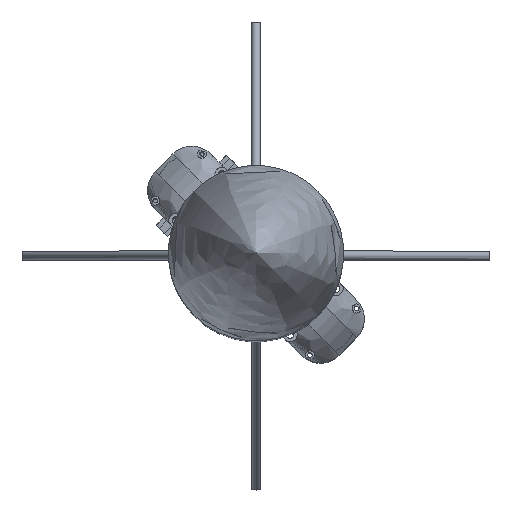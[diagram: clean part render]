
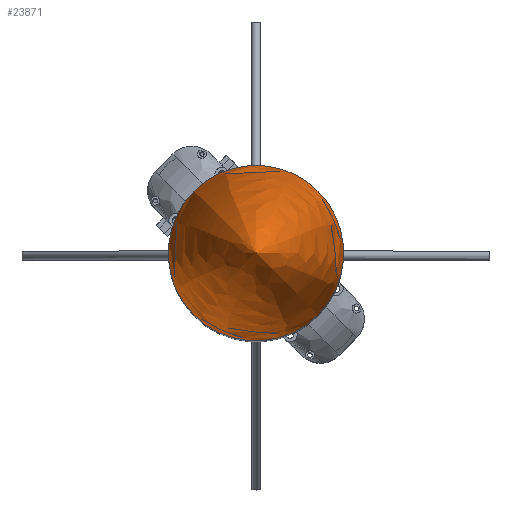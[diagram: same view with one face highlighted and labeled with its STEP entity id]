
A CAD part, top view. The second image highlights one B-rep face of the part: STEP entity #23871.
In plain terms, the highlighted free-form (B-spline) face has degree [3, 3] with [4, 19] control points.
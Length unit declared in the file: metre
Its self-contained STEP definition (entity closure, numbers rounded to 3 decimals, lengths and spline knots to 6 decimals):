
#10=VERTEX_LOOP('',#18316);
#801=B_SPLINE_SURFACE_WITH_KNOTS('',3,3,((#49204,#49205,#49206,#49207,#49208,
#49209,#49210,#49211,#49212,#49213,#49214,#49215,#49216,#49217,#49218,#49219,
#49220,#49221,#49222),(#49223,#49224,#49225,#49226,#49227,#49228,#49229,
#49230,#49231,#49232,#49233,#49234,#49235,#49236,#49237,#49238,#49239,#49240,
#49241),(#49242,#49243,#49244,#49245,#49246,#49247,#49248,#49249,#49250,
#49251,#49252,#49253,#49254,#49255,#49256,#49257,#49258,#49259,#49260),
(#49261,#49262,#49263,#49264,#49265,#49266,#49267,#49268,#49269,#49270,
#49271,#49272,#49273,#49274,#49275,#49276,#49277,#49278,#49279)),
 .UNSPECIFIED.,.F.,.T.,.F.,(4,4),(1,1,1,1,1,1,1,1,1,1,1,1,1,1,1,1,1,1,1,
1,1,1,1),(0.,1.),(-1.178097,-0.785398,-0.392699,
0.,0.392699,0.785398,1.178097,1.570796,
1.963495,2.356194,2.748894,3.141593,3.534292,
3.926991,4.31969,4.712389,5.105088,5.497787,
5.890486,6.283185,6.675884,7.068583,7.461283),
 .UNSPECIFIED.);
#12280=ORIENTED_EDGE('',*,*,#15718,.F.);
#15718=EDGE_CURVE('',#18315,#18315,#19061,.T.);
#18315=VERTEX_POINT('',#49203);
#18316=VERTEX_POINT('',#49280);
#19061=CIRCLE('',#26705,0.03305);
#20546=EDGE_LOOP('',(#12280));
#22033=FACE_BOUND('',#20546,.T.);
#22034=FACE_BOUND('',#10,.T.);
#23871=ADVANCED_FACE('',(#22033,#22034),#801,.F.);
#26705=AXIS2_PLACEMENT_3D('',#49202,#32541,#32542);
#32541=DIRECTION('',(0.,0.,-1.));
#32542=DIRECTION('',(-1.,0.,0.));
#49202=CARTESIAN_POINT('',(0.,0.,0.0175));
#49203=CARTESIAN_POINT('',(-0.03305,0.,0.0175));
#49204=CARTESIAN_POINT('',(0.,0.,0.1375));
#49205=CARTESIAN_POINT('',(0.,0.,0.1375));
#49206=CARTESIAN_POINT('',(0.,0.,0.1375));
#49207=CARTESIAN_POINT('',(0.,0.,0.1375));
#49208=CARTESIAN_POINT('',(0.,0.,0.1375));
#49209=CARTESIAN_POINT('',(0.,0.,0.1375));
#49210=CARTESIAN_POINT('',(0.,0.,0.1375));
#49211=CARTESIAN_POINT('',(0.,0.,0.1375));
#49212=CARTESIAN_POINT('',(0.,0.,0.1375));
#49213=CARTESIAN_POINT('',(0.,0.,0.1375));
#49214=CARTESIAN_POINT('',(0.,0.,0.1375));
#49215=CARTESIAN_POINT('',(0.,0.,0.1375));
#49216=CARTESIAN_POINT('',(0.,0.,0.1375));
#49217=CARTESIAN_POINT('',(0.,0.,0.1375));
#49218=CARTESIAN_POINT('',(0.,0.,0.1375));
#49219=CARTESIAN_POINT('',(0.,0.,0.1375));
#49220=CARTESIAN_POINT('',(0.,0.,0.1375));
#49221=CARTESIAN_POINT('',(0.,0.,0.1375));
#49222=CARTESIAN_POINT('',(0.,0.,0.1375));
#49223=CARTESIAN_POINT('',(0.017306,0.007168,0.113438));
#49224=CARTESIAN_POINT('',(0.018732,0.,0.113438));
#49225=CARTESIAN_POINT('',(0.017306,-0.007168,0.113438));
#49226=CARTESIAN_POINT('',(0.013245,-0.013245,0.113438));
#49227=CARTESIAN_POINT('',(0.007168,-0.017306,0.113438));
#49228=CARTESIAN_POINT('',(0.,-0.018732,0.113438));
#49229=CARTESIAN_POINT('',(-0.007168,-0.017306,0.113438));
#49230=CARTESIAN_POINT('',(-0.013245,-0.013245,0.113438));
#49231=CARTESIAN_POINT('',(-0.017306,-0.007168,0.113438));
#49232=CARTESIAN_POINT('',(-0.018732,0.,0.113438));
#49233=CARTESIAN_POINT('',(-0.017306,0.007168,0.113438));
#49234=CARTESIAN_POINT('',(-0.013245,0.013245,0.113438));
#49235=CARTESIAN_POINT('',(-0.007168,0.017306,0.113438));
#49236=CARTESIAN_POINT('',(0.,0.018732,0.113438));
#49237=CARTESIAN_POINT('',(0.007168,0.017306,0.113438));
#49238=CARTESIAN_POINT('',(0.013245,0.013245,0.113438));
#49239=CARTESIAN_POINT('',(0.017306,0.007168,0.113438));
#49240=CARTESIAN_POINT('',(0.018732,0.,0.113438));
#49241=CARTESIAN_POINT('',(0.017306,-0.007168,0.113438));
#49242=CARTESIAN_POINT('',(0.027749,0.011494,0.073438));
#49243=CARTESIAN_POINT('',(0.030035,0.,0.073438));
#49244=CARTESIAN_POINT('',(0.027749,-0.011494,0.073438));
#49245=CARTESIAN_POINT('',(0.021238,-0.021238,0.073438));
#49246=CARTESIAN_POINT('',(0.011494,-0.027749,0.073438));
#49247=CARTESIAN_POINT('',(0.,-0.030035,0.073438));
#49248=CARTESIAN_POINT('',(-0.011494,-0.027749,0.073438));
#49249=CARTESIAN_POINT('',(-0.021238,-0.021238,0.073438));
#49250=CARTESIAN_POINT('',(-0.027749,-0.011494,0.073438));
#49251=CARTESIAN_POINT('',(-0.030035,0.,0.073438));
#49252=CARTESIAN_POINT('',(-0.027749,0.011494,0.073438));
#49253=CARTESIAN_POINT('',(-0.021238,0.021238,0.073438));
#49254=CARTESIAN_POINT('',(-0.011494,0.027749,0.073438));
#49255=CARTESIAN_POINT('',(0.,0.030035,0.073438));
#49256=CARTESIAN_POINT('',(0.011494,0.027749,0.073438));
#49257=CARTESIAN_POINT('',(0.021238,0.021238,0.073438));
#49258=CARTESIAN_POINT('',(0.027749,0.011494,0.073438));
#49259=CARTESIAN_POINT('',(0.030035,0.,0.073438));
#49260=CARTESIAN_POINT('',(0.027749,-0.011494,0.073438));
#49261=CARTESIAN_POINT('',(0.031329,0.012977,0.0175));
#49262=CARTESIAN_POINT('',(0.03391,0.,0.0175));
#49263=CARTESIAN_POINT('',(0.031329,-0.012977,0.0175));
#49264=CARTESIAN_POINT('',(0.023978,-0.023978,0.0175));
#49265=CARTESIAN_POINT('',(0.012977,-0.031329,0.0175));
#49266=CARTESIAN_POINT('',(0.,-0.03391,0.0175));
#49267=CARTESIAN_POINT('',(-0.012977,-0.031329,0.0175));
#49268=CARTESIAN_POINT('',(-0.023978,-0.023978,0.0175));
#49269=CARTESIAN_POINT('',(-0.031329,-0.012977,0.0175));
#49270=CARTESIAN_POINT('',(-0.03391,0.,0.0175));
#49271=CARTESIAN_POINT('',(-0.031329,0.012977,0.0175));
#49272=CARTESIAN_POINT('',(-0.023978,0.023978,0.0175));
#49273=CARTESIAN_POINT('',(-0.012977,0.031329,0.0175));
#49274=CARTESIAN_POINT('',(0.,0.03391,0.0175));
#49275=CARTESIAN_POINT('',(0.012977,0.031329,0.0175));
#49276=CARTESIAN_POINT('',(0.023978,0.023978,0.0175));
#49277=CARTESIAN_POINT('',(0.031329,0.012977,0.0175));
#49278=CARTESIAN_POINT('',(0.03391,0.,0.0175));
#49279=CARTESIAN_POINT('',(0.031329,-0.012977,0.0175));
#49280=CARTESIAN_POINT('',(0.,0.,0.1375));
